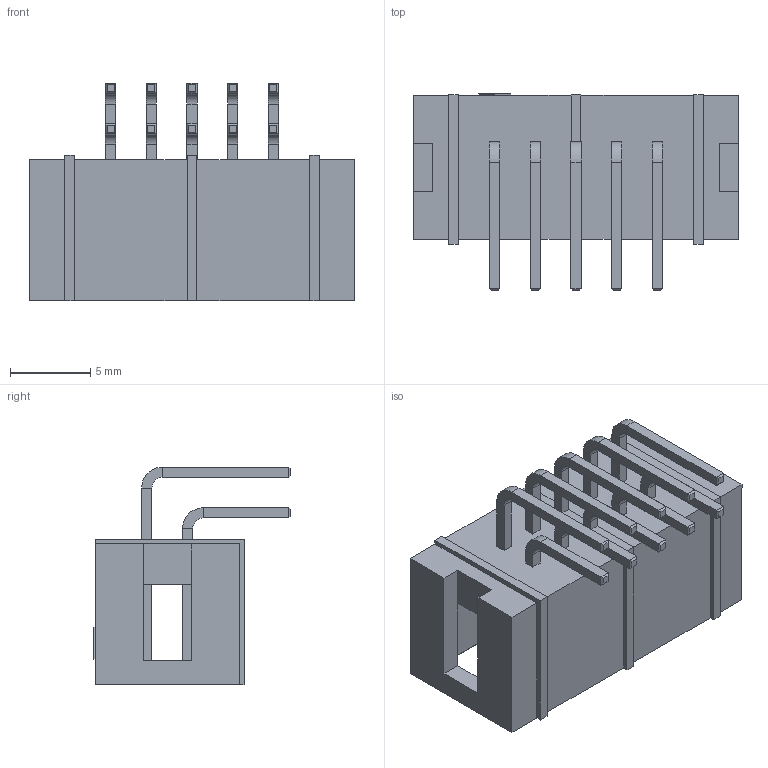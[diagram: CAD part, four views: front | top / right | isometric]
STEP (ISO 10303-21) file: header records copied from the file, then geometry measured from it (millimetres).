
FILE_DESCRIPTION (( 'STEP AP214' ), '1' );
FILE_NAME ('BHR-10.step', '2021-01-16T20:00:15', ( '' ), ( '' ), 'SwSTEP 2.0', 'SolidWorks 2020', '' );
FILE_SCHEMA (( 'AUTOMOTIVE_DESIGN' ));
Length unit declared in the file: millimetre
Products named in the file (1): BHR-10
Bounding box: 20.3 x 12.3 x 13.6 mm (x, y, z)
Volume: 846.1 mm3; surface area: 1681.9 mm2
Topology: 11 solids, 11 shells, 355 faces, 806 edges, 468 vertices
Faces by surface type: plane 335, cylinder 20
Entity records: 12528 total; most frequent: CARTESIAN_POINT 1630, ORIENTED_EDGE 1612, DIRECTION 1558, EDGE_CURVE 806, LINE 766, VECTOR 766, VERTEX_POINT 468, AXIS2_PLACEMENT_3D 396
